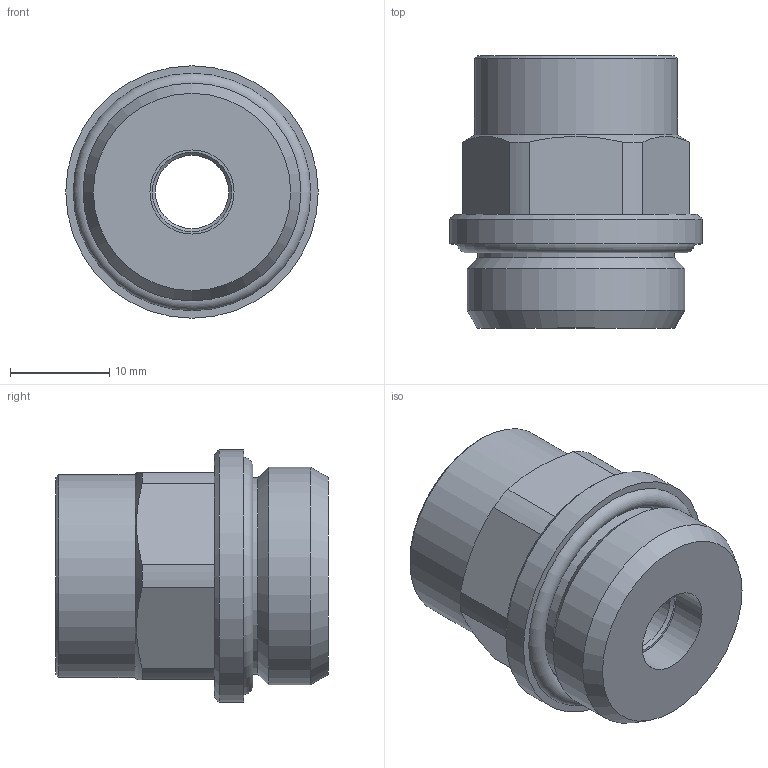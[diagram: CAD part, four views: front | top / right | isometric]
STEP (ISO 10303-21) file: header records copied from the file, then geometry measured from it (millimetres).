
FILE_DESCRIPTION(( 'MAF.12.12.M22X1.5.stp' ), '1');
FILE_NAME( 'MAF.12.12.M22X1.5.stp', '2021-02-19T15:27:38',( 'Sopra'),('sopra-pneumatic.com'), 'SwSTEP 2.0','SolidWorks 2009','' );
FILE_SCHEMA( ( 'AUTOMOTIVE_DESIGN { 1 0 10303 214 1 1 1 1 }' ) );
Length unit declared in the file: millimetre
Products named in the file (1): Rivoluzione1
Bounding box: 25.5 x 27.5 x 25.5 mm (x, y, z)
Volume: 7706 mm3; surface area: 4850 mm2
Topology: 1 solids, 1 shells, 178 faces, 462 edges, 306 vertices
Faces by surface type: plane 85, bspline 66, cylinder 16, cone 8, torus 3
Full cylindrical faces by diameter (mm): 7.4 x1, 8.5 x1, 8.8 x1, 12.15 x2, 18 x1, 19.8 x1, 20.5 x1, 22 x1, 25.5 x1
Entity records: 10065 total; most frequent: CARTESIAN_POINT 4806, ORIENTED_EDGE 872, DIRECTION 563, EDGE_CURVE 436, VERTEX_POINT 301, LINE 255, VECTOR 255, EDGE_LOOP 221
